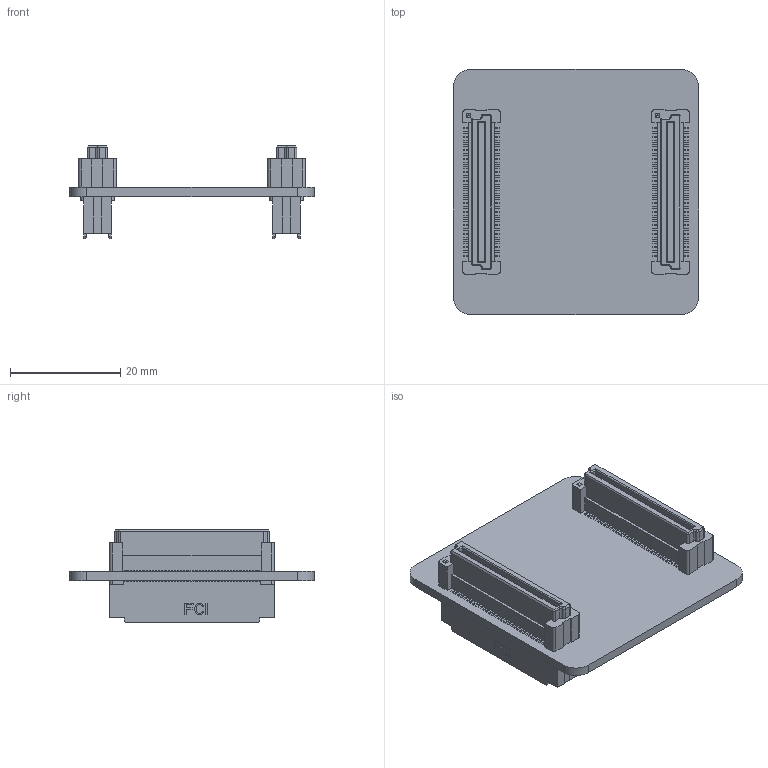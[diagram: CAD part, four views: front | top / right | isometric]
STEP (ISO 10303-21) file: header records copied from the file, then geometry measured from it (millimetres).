
FILE_DESCRIPTION(('Open CASCADE Model'),'2;1');
FILE_NAME('Open CASCADE Shape Model','2020-11-02T21:50:32',('Author'),( 'Open CASCADE'),'Open CASCADE STEP processor 6.8','Open CASCADE 6.8' ,'Unknown');
FILE_SCHEMA(('AUTOMOTIVE_DESIGN { 1 0 10303 214 1 1 1 1 }'));
Length unit declared in the file: millimetre
Products named in the file (8): PCB; Board; J4; 10144518-064x0xxx; J3; J1; 10144517-062x0xxx; J2
Assembly tree (9 placements, depth 3):
  PCB
    Board
    J4
      10144518-064x0xxx
    J3
      10144518-064x0xxx
    J1
      10144517-062x0xxx
    J2
      10144517-062x0xxx
Bounding box: 44.45 x 44.45 x 16.95 mm (x, y, z)
Volume: 6614.6 mm3; surface area: 8686.4 mm2
Topology: 5 solids, 5 shells, 2572 faces, 7024 edges, 4474 vertices
Faces by surface type: plane 2432, cylinder 76, cone 48, bspline 12, sphere 4
Entity records: 39891 total; most frequent: CARTESIAN_POINT 7250, ORIENTED_EDGE 7028, DIRECTION 6210, EDGE_CURVE 3514, LINE 3400, VECTOR 3400, VERTEX_POINT 2245, AXIS2_PLACEMENT_3D 1405
